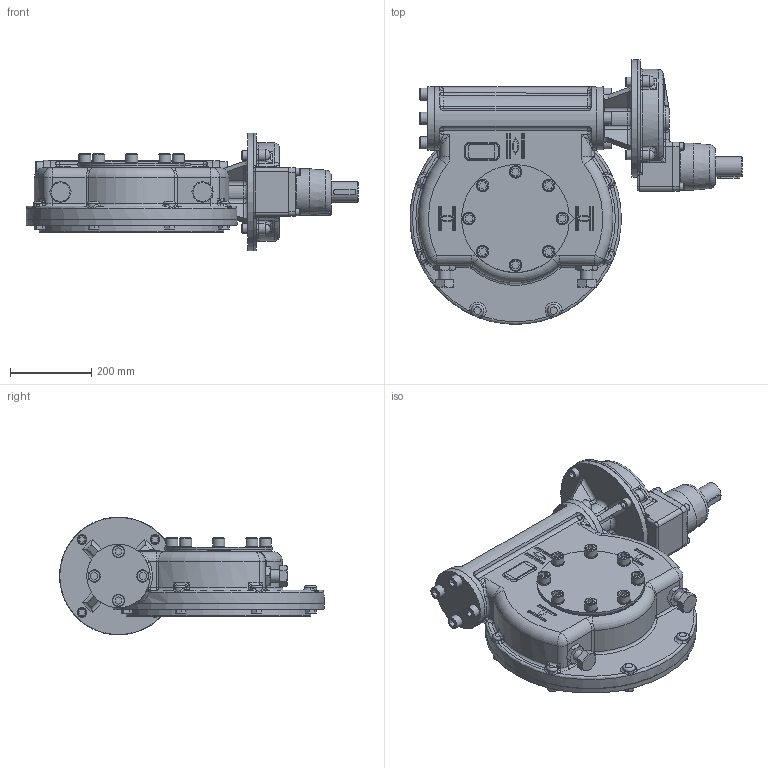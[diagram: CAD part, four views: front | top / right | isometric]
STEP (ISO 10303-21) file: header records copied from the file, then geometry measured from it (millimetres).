
FILE_DESCRIPTION(/* description */ ('Unknown'),/* implementation_level */ '2;1');
FILE_NAME(/* name */ 'PUB-IW8FBIRS-MAN-F25',/* time_stamp */ '2016-06-30T08:37:10+01:00',/* author */ ('Unknown'),/* organization */ ('Unknown'),/* preprocessor_version */ 'ST-DEVELOPER v16',/* originating_system */ 'DEX',/* authorisation */ $);
FILE_SCHEMA (('AUTOMOTIVE_DESIGN {1 0 10303 214 3 1 1}'));
Products named in the file (1): PUB-IW8FBIRS-MAN-F25
Bounding box: 817.1 x 650.94 x 289.28 mm (x, y, z)
Surface area: 1428655.3 mm2 (no closed solid volume)
Topology: 0 solids, 73 shells, 1065 faces, 2888 edges, 1802 vertices
Faces by surface type: plane 408, cylinder 232, torus 130, cone 128, bspline 119, sphere 48
Full cylindrical faces by diameter (mm): 13.835 x8, 17 x8, 18 x4, 24 x4, 30 x18, 30.7 x8, 50 x1, 115 x1, 155 x1, 195 x1, 260 x1, 289 x1, 454.5 x1
Entity records: 50176 total; most frequent: CARTESIAN_POINT 25047, DIRECTION 4974, ORIENTED_EDGE 4698, EDGE_CURVE 2639, AXIS2_PLACEMENT_3D 1977, VERTEX_POINT 1755, FACE_BOUND 1320, EDGE_LOOP 1312
